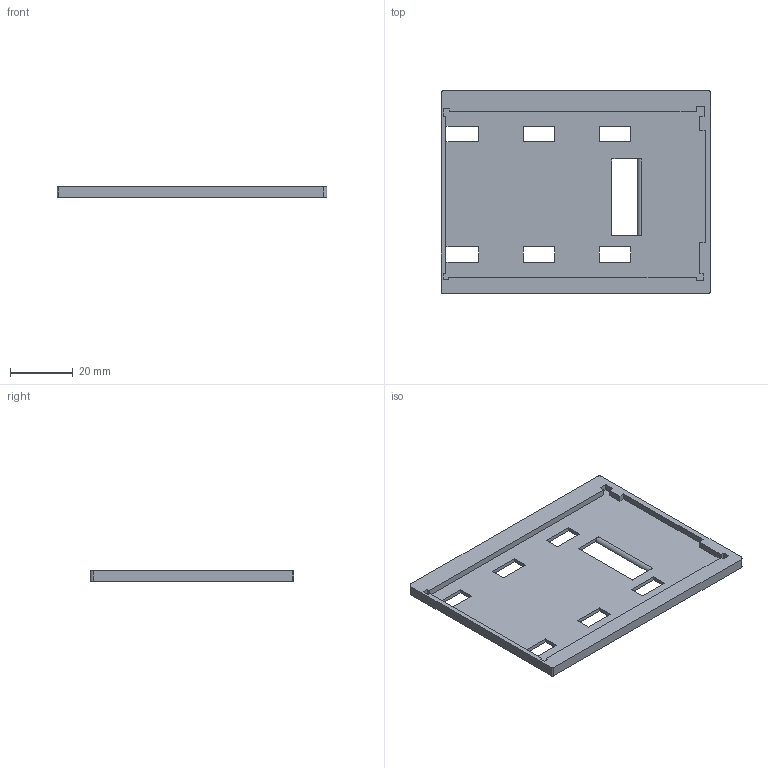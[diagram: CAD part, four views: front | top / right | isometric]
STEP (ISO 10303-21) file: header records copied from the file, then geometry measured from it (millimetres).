
FILE_DESCRIPTION (( 'STEP AP203' ), '1' );
FILE_NAME ('St70Remote.STEP', '2026-01-31T17:45:38', ( 'LabCnc' ), ( '' ), 'SwSTEP 2.0', 'SolidWorks 2014', '' );
FILE_SCHEMA (( 'CONFIG_CONTROL_DESIGN' ));
Length unit declared in the file: millimetre
Products named in the file (1): St70Remote
Bounding box: 86.2 x 65 x 3.2 mm (x, y, z)
Volume: 8577.7 mm3; surface area: 12014.1 mm2
Topology: 1 solids, 1 shells, 61 faces, 180 edges, 120 vertices
Faces by surface type: plane 55, cylinder 6
Entity records: 2111 total; most frequent: CARTESIAN_POINT 362, ORIENTED_EDGE 360, DIRECTION 316, EDGE_CURVE 180, VECTOR 168, LINE 168, VERTEX_POINT 120, EDGE_LOOP 74
